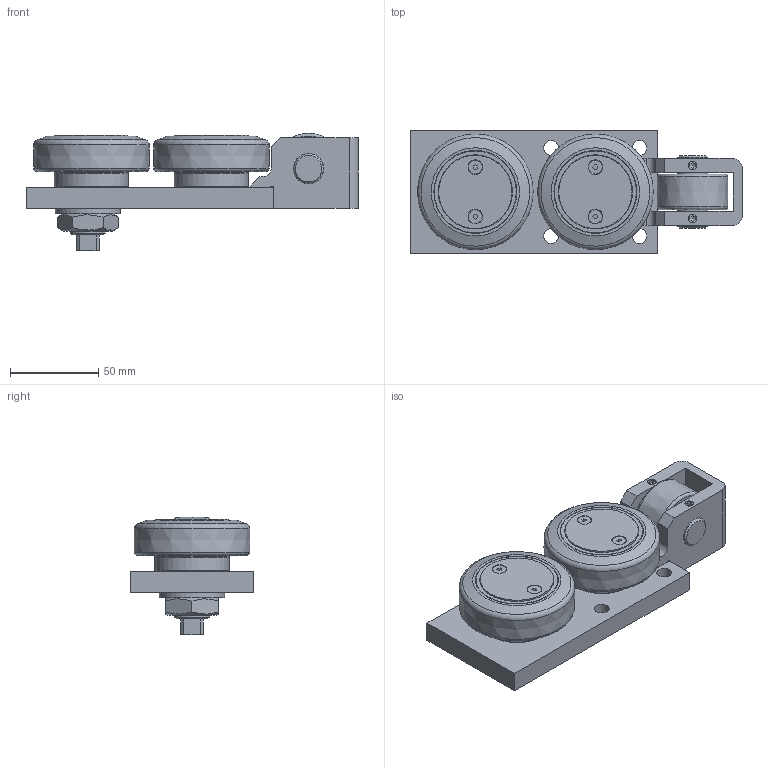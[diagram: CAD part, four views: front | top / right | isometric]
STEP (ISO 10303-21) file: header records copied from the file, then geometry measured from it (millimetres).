
FILE_DESCRIPTION(/* description */ ('-','CAx-IF Rec.Pracs.---Representation and Presentation of Product Manufacturing Information (PMI)---4.0---2014-10-13'),/* implementation_level */ '2;1');
FILE_NAME(/* name */ '6464e267-df7c-41d0-aadf-cd4173ac9876.stp',/* time_stamp */ '2020-04-01T16:42:49+02:00',/* author */ ('-'),/* organization */ ('NTI CADcenter A/S'),/* preprocessor_version */ 'ST-DEVELOPER v18',/* originating_system */ 'Autodesk Inventor 2020',/* authorisation */ '-');
FILE_SCHEMA (('AP242_MANAGED_MODEL_BASED_3D_ENGINEERING_MIM_LF { 1 0 10303 442 1 1 4 }'));
Length unit declared in the file: millimetre
Products named in the file (1): XSFE 060.5200_Kontur
Bounding box: 188 x 70 x 66.5 mm (x, y, z)
Volume: 339047.5 mm3; surface area: 77399.4 mm2
Topology: 2 solids, 2 shells, 433 faces, 1242 edges, 772 vertices
Faces by surface type: plane 254, cylinder 134, cone 28, torus 14, bspline 3
Full cylindrical faces by diameter (mm): 3 x2, 4 x1, 4.917 x5, 7.8 x4, 8.3 x4, 8.376 x4, 17 x4, 17.1 x2, 20 x1, 37 x1, 38 x1, 41.5 x2, 42 x4, 42.1 x4, 42.971 x3, 45 x1, 45.5 x1, 47 x6
Entity records: 15179 total; most frequent: DIRECTION 2907, CARTESIAN_POINT 2874, ORIENTED_EDGE 2546, EDGE_CURVE 1273, AXIS2_PLACEMENT_3D 1246, CIRCLE 815, VERTEX_POINT 772, EDGE_LOOP 493
